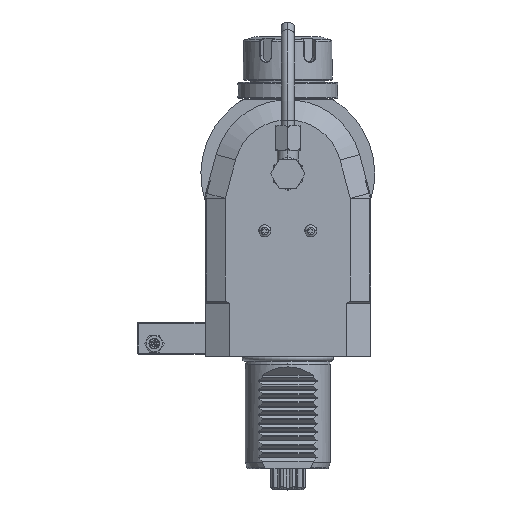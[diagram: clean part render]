
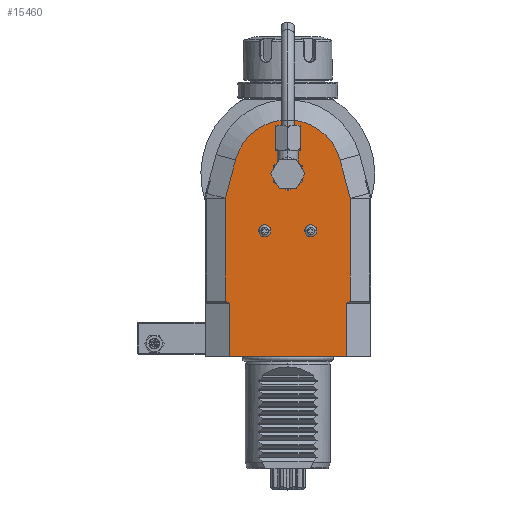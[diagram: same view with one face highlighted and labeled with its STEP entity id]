
A CAD part, top view. The second image highlights one B-rep face of the part: STEP entity #15460.
In plain terms, the highlighted planar face has unit normal (0, 0, 1).
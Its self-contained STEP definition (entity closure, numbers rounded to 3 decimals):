
#250=DIRECTION('',(-1.,0.,0.));
#251=VECTOR('',#250,55.);
#252=CARTESIAN_POINT('',(27.5,-86.,40.));
#253=LINE('',#252,#251);
#426=DIRECTION('',(0.,-1.,0.));
#427=VECTOR('',#426,25.);
#428=CARTESIAN_POINT('',(27.5,-61.,40.));
#429=LINE('',#428,#427);
#430=DIRECTION('',(0.,1.,0.));
#431=VECTOR('',#430,25.);
#432=CARTESIAN_POINT('',(-27.5,-86.,40.));
#433=LINE('',#432,#431);
#434=DIRECTION('',(0.894,-0.447,0.));
#435=VECTOR('',#434,2.236);
#436=CARTESIAN_POINT('',(-29.5,-60.,40.));
#437=LINE('',#436,#435);
#438=DIRECTION('',(0.,-1.,0.));
#439=VECTOR('',#438,48.363);
#440=CARTESIAN_POINT('',(-29.5,-11.637,40.));
#441=LINE('',#440,#439);
#442=CARTESIAN_POINT('',(-29.,-11.637,40.));
#443=DIRECTION('',(0.,0.,1.));
#444=DIRECTION('',(-0.966,0.259,0.));
#445=AXIS2_PLACEMENT_3D('',#442,#443,#444);
#447=DIRECTION('',(-0.259,-0.966,0.));
#448=VECTOR('',#447,18.746);
#449=CARTESIAN_POINT('',(-24.631,6.6,40.));
#450=LINE('',#449,#448);
#451=CARTESIAN_POINT('',(0.,0.,40.));
#452=DIRECTION('',(0.,0.,1.));
#453=DIRECTION('',(0.966,0.259,0.));
#454=AXIS2_PLACEMENT_3D('',#451,#452,#453);
#456=DIRECTION('',(-0.259,0.966,0.));
#457=VECTOR('',#456,18.746);
#458=CARTESIAN_POINT('',(29.483,-11.507,40.));
#459=LINE('',#458,#457);
#460=CARTESIAN_POINT('',(29.,-11.637,40.));
#461=DIRECTION('',(0.,0.,1.));
#462=DIRECTION('',(1.,0.,0.));
#463=AXIS2_PLACEMENT_3D('',#460,#461,#462);
#465=DIRECTION('',(0.,1.,0.));
#466=VECTOR('',#465,48.363);
#467=CARTESIAN_POINT('',(29.5,-60.,40.));
#468=LINE('',#467,#466);
#469=DIRECTION('',(0.894,0.447,0.));
#470=VECTOR('',#469,2.236);
#471=CARTESIAN_POINT('',(27.5,-61.,40.));
#472=LINE('',#471,#470);
#473=CARTESIAN_POINT('',(0.,0.,40.));
#474=DIRECTION('',(0.,0.,1.));
#475=DIRECTION('',(1.,0.,0.));
#476=AXIS2_PLACEMENT_3D('',#473,#474,#475);
#478=CARTESIAN_POINT('',(0.,0.,40.));
#479=DIRECTION('',(0.,0.,1.));
#480=DIRECTION('',(-1.,0.,0.));
#481=AXIS2_PLACEMENT_3D('',#478,#479,#480);
#483=CARTESIAN_POINT('',(10.864,-26.888,40.));
#484=DIRECTION('',(0.,0.,1.));
#485=DIRECTION('',(-1.,0.,0.));
#486=AXIS2_PLACEMENT_3D('',#483,#484,#485);
#488=CARTESIAN_POINT('',(10.864,-26.888,40.));
#489=DIRECTION('',(0.,0.,1.));
#490=DIRECTION('',(1.,0.,0.));
#491=AXIS2_PLACEMENT_3D('',#488,#489,#490);
#493=CARTESIAN_POINT('',(-10.864,-26.888,40.));
#494=DIRECTION('',(0.,0.,1.));
#495=DIRECTION('',(-1.,0.,0.));
#496=AXIS2_PLACEMENT_3D('',#493,#494,#495);
#498=CARTESIAN_POINT('',(-10.864,-26.888,40.));
#499=DIRECTION('',(0.,0.,1.));
#500=DIRECTION('',(1.,0.,0.));
#501=AXIS2_PLACEMENT_3D('',#498,#499,#500);
#13574=CARTESIAN_POINT('',(24.631,6.6,40.));
#13575=CARTESIAN_POINT('',(-24.631,6.6,40.));
#13576=VERTEX_POINT('',#13574);
#13577=VERTEX_POINT('',#13575);
#13582=CARTESIAN_POINT('',(-29.483,-11.507,40.));
#13583=VERTEX_POINT('',#13582);
#13584=CARTESIAN_POINT('',(29.483,-11.507,40.));
#13585=VERTEX_POINT('',#13584);
#13586=CARTESIAN_POINT('',(-29.5,-11.637,40.));
#13587=VERTEX_POINT('',#13586);
#13588=CARTESIAN_POINT('',(29.5,-11.637,40.));
#13589=VERTEX_POINT('',#13588);
#13607=CARTESIAN_POINT('',(29.5,-60.,40.));
#13609=VERTEX_POINT('',#13607);
#13616=CARTESIAN_POINT('',(-29.5,-60.,40.));
#13617=VERTEX_POINT('',#13616);
#13928=CARTESIAN_POINT('',(-13.714,-26.888,40.));
#13929=CARTESIAN_POINT('',(-8.014,-26.888,40.));
#13930=VERTEX_POINT('',#13928);
#13931=VERTEX_POINT('',#13929);
#13964=CARTESIAN_POINT('',(8.014,-26.888,40.));
#13965=CARTESIAN_POINT('',(13.714,-26.888,40.));
#13966=VERTEX_POINT('',#13964);
#13967=VERTEX_POINT('',#13965);
#14080=CARTESIAN_POINT('',(27.5,-61.,40.));
#14081=VERTEX_POINT('',#14080);
#14082=CARTESIAN_POINT('',(-27.5,-61.,40.));
#14083=VERTEX_POINT('',#14082);
#14611=CARTESIAN_POINT('',(6.5,0.,40.));
#14612=CARTESIAN_POINT('',(-6.5,0.,40.));
#14613=VERTEX_POINT('',#14611);
#14614=VERTEX_POINT('',#14612);
#14775=CARTESIAN_POINT('',(-27.5,-86.,40.));
#14777=VERTEX_POINT('',#14775);
#14780=CARTESIAN_POINT('',(27.5,-86.,40.));
#14782=VERTEX_POINT('',#14780);
#15413=CARTESIAN_POINT('',(0.,0.,40.));
#15414=DIRECTION('',(0.,0.,1.));
#15415=DIRECTION('',(1.,0.,0.));
#15416=AXIS2_PLACEMENT_3D('',#15413,#15414,#15415);
#15417=PLANE('',#15416);
#15419=ORIENTED_EDGE('',*,*,#15418,.T.);
#15420=ORIENTED_EDGE('',*,*,#15377,.T.);
#15421=ORIENTED_EDGE('',*,*,#15404,.T.);
#15423=ORIENTED_EDGE('',*,*,#15422,.F.);
#15425=ORIENTED_EDGE('',*,*,#15424,.F.);
#15427=ORIENTED_EDGE('',*,*,#15426,.F.);
#15429=ORIENTED_EDGE('',*,*,#15428,.F.);
#15431=ORIENTED_EDGE('',*,*,#15430,.F.);
#15433=ORIENTED_EDGE('',*,*,#15432,.F.);
#15435=ORIENTED_EDGE('',*,*,#15434,.F.);
#15437=ORIENTED_EDGE('',*,*,#15436,.F.);
#15439=ORIENTED_EDGE('',*,*,#15438,.F.);
#15440=EDGE_LOOP('',(#15419,#15420,#15421,#15423,#15425,#15427,#15429,#15431,
#15433,#15435,#15437,#15439));
#15441=FACE_OUTER_BOUND('',#15440,.F.);
#15443=ORIENTED_EDGE('',*,*,#15442,.T.);
#15445=ORIENTED_EDGE('',*,*,#15444,.T.);
#15446=EDGE_LOOP('',(#15443,#15445));
#15447=FACE_BOUND('',#15446,.F.);
#15449=ORIENTED_EDGE('',*,*,#15448,.T.);
#15451=ORIENTED_EDGE('',*,*,#15450,.T.);
#15452=EDGE_LOOP('',(#15449,#15451));
#15453=FACE_BOUND('',#15452,.F.);
#15455=ORIENTED_EDGE('',*,*,#15454,.T.);
#15457=ORIENTED_EDGE('',*,*,#15456,.T.);
#15458=EDGE_LOOP('',(#15455,#15457));
#15459=FACE_BOUND('',#15458,.F.);
#446=CIRCLE('',#445,0.5);
#455=CIRCLE('',#454,25.5);
#464=CIRCLE('',#463,0.5);
#477=CIRCLE('',#476,6.5);
#482=CIRCLE('',#481,6.5);
#487=CIRCLE('',#486,2.85);
#492=CIRCLE('',#491,2.85);
#497=CIRCLE('',#496,2.85);
#502=CIRCLE('',#501,2.85);
#15377=EDGE_CURVE('',#14782,#14777,#253,.T.);
#15404=EDGE_CURVE('',#14777,#14083,#433,.T.);
#15418=EDGE_CURVE('',#14081,#14782,#429,.T.);
#15422=EDGE_CURVE('',#13617,#14083,#437,.T.);
#15424=EDGE_CURVE('',#13587,#13617,#441,.T.);
#15426=EDGE_CURVE('',#13583,#13587,#446,.T.);
#15428=EDGE_CURVE('',#13577,#13583,#450,.T.);
#15430=EDGE_CURVE('',#13576,#13577,#455,.T.);
#15432=EDGE_CURVE('',#13585,#13576,#459,.T.);
#15434=EDGE_CURVE('',#13589,#13585,#464,.T.);
#15436=EDGE_CURVE('',#13609,#13589,#468,.T.);
#15438=EDGE_CURVE('',#14081,#13609,#472,.T.);
#15442=EDGE_CURVE('',#14613,#14614,#477,.T.);
#15444=EDGE_CURVE('',#14614,#14613,#482,.T.);
#15448=EDGE_CURVE('',#13966,#13967,#487,.T.);
#15450=EDGE_CURVE('',#13967,#13966,#492,.T.);
#15454=EDGE_CURVE('',#13930,#13931,#497,.T.);
#15456=EDGE_CURVE('',#13931,#13930,#502,.T.);
#15460=ADVANCED_FACE('',(#15441,#15447,#15453,#15459),#15417,.T.);
